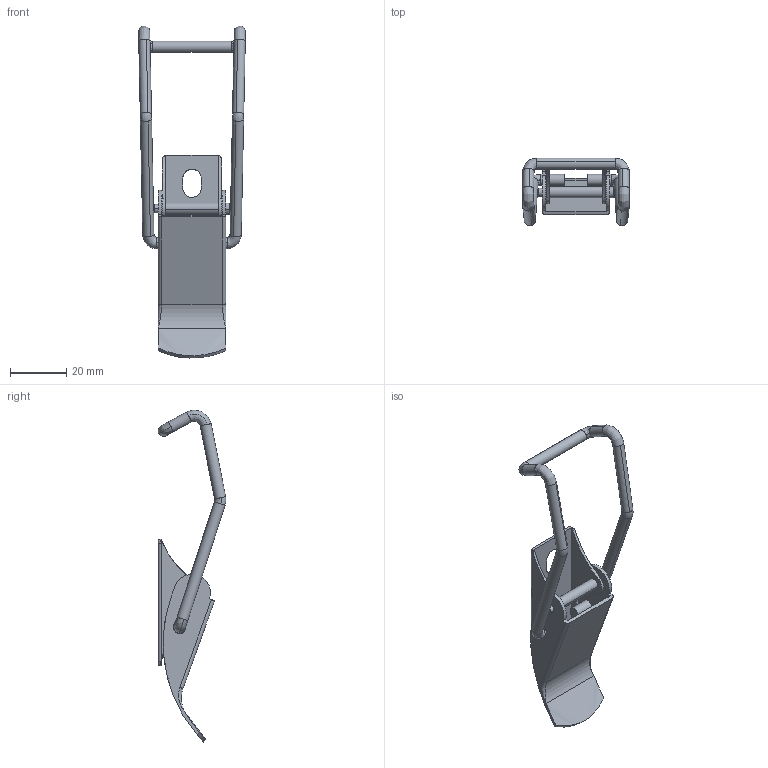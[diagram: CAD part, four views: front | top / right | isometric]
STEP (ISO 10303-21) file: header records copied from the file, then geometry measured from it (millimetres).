
FILE_DESCRIPTION((''),'2;1');
FILE_NAME('','2007-04-03T11:35:25',(''),(''),'','CADfix','');
FILE_SCHEMA(('AUTOMOTIVE_DESIGN { 1 0 10303 214 1 1 1 1 }'));
Length unit declared in the file: millimetre
Bounding box: 37.98 x 24.07 x 117.97 mm (x, y, z)
Volume: 7117.3 mm3; surface area: 10687.8 mm2
Topology: 4 solids, 4 shells, 116 faces, 354 edges, 242 vertices
Faces by surface type: bspline 116
Entity records: 5761 total; most frequent: CARTESIAN_POINT 3771, ORIENTED_EDGE 698, EDGE_CURVE 349, VERTEX_POINT 242, EDGE_LOOP 133, FACE_OUTER_BOUND 116, ADVANCED_FACE 116, QUASI_UNIFORM_CURVE 113
